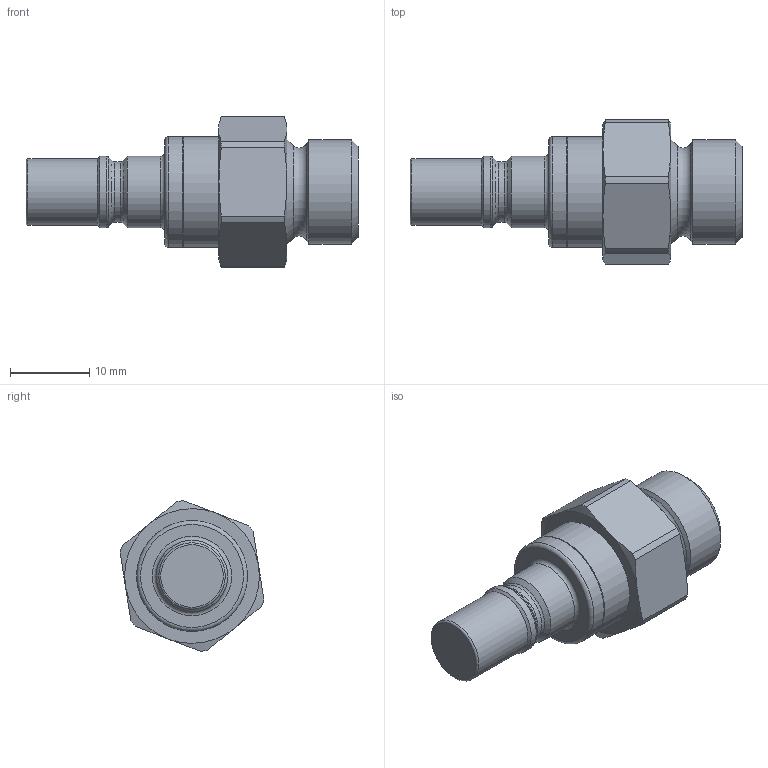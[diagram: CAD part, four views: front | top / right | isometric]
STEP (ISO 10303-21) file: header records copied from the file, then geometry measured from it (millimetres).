
FILE_DESCRIPTION((''),'2;1');
FILE_NAME('204slaw13evx.stp','2014-04-09T12:46:35',('IA176480'),(''),'Autodesk Inventor 2013','Autodesk Inventor 2013','');
FILE_SCHEMA(('AUTOMOTIVE_DESIGN { 1 0 10303 214 1 1 1 1 }'));
Length unit declared in the file: millimetre
Products named in the file (1): D110030
Bounding box: 41.9 x 18.17 x 19.03 mm (x, y, z)
Volume: 5287.3 mm3; surface area: 2435.4 mm2
Topology: 1 solids, 4 shells, 68 faces, 141 edges, 82 vertices
Faces by surface type: cone 23, cylinder 19, plane 15, torus 11
Full cylindrical faces by diameter (mm): 6.781 x1, 7.6 x2, 8.4 x1, 9 x2, 11.4 x2, 12 x2, 13.157 x1, 14 x2
Entity records: 1661 total; most frequent: CARTESIAN_POINT 297, DIRECTION 282, ORIENTED_EDGE 204, AXIS2_PLACEMENT_3D 135, EDGE_LOOP 110, EDGE_CURVE 102, VERTEX_POINT 78, FACE_OUTER_BOUND 68
